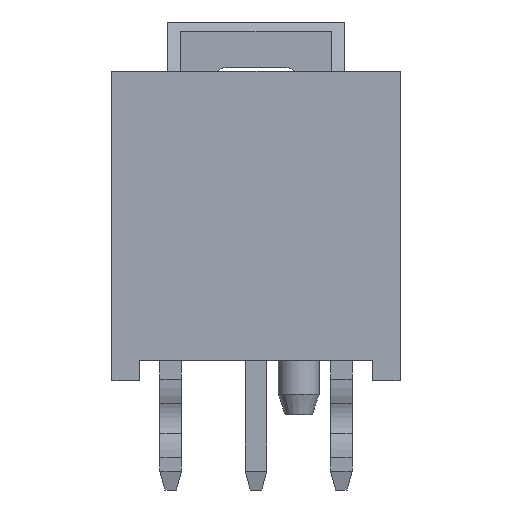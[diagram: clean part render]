
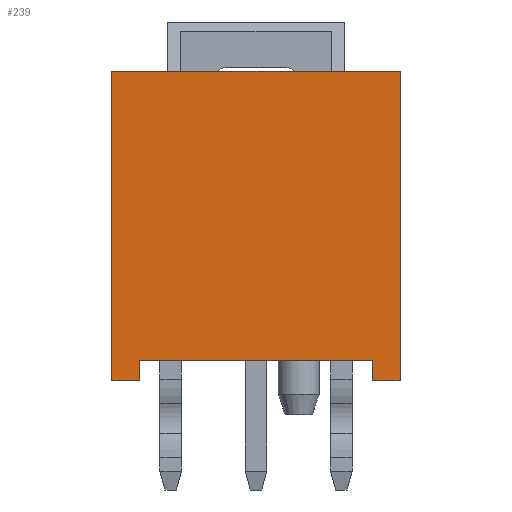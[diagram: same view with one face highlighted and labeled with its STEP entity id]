
A CAD part, front view. The second image highlights one B-rep face of the part: STEP entity #239.
In plain terms, the highlighted planar face has unit normal (0, -1, 0).
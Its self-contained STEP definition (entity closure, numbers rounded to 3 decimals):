
#239 = ADVANCED_FACE( '', ( #618 ), #619, .F. );
#618 = FACE_OUTER_BOUND( '', #1070, .T. );
#619 = PLANE( '', #1071 );
#1070 = EDGE_LOOP( '', ( #2408, #2409, #2410, #2411, #2412, #2413, #2414, #2415 ) );
#1071 = AXIS2_PLACEMENT_3D( '', #2416, #2417, #2418 );
#2408 = ORIENTED_EDGE( '', *, *, #3301, .T. );
#2409 = ORIENTED_EDGE( '', *, *, #3448, .F. );
#2410 = ORIENTED_EDGE( '', *, *, #3449, .F. );
#2411 = ORIENTED_EDGE( '', *, *, #3132, .F. );
#2412 = ORIENTED_EDGE( '', *, *, #3329, .T. );
#2413 = ORIENTED_EDGE( '', *, *, #3450, .F. );
#2414 = ORIENTED_EDGE( '', *, *, #3451, .F. );
#2415 = ORIENTED_EDGE( '', *, *, #3046, .F. );
#2416 = CARTESIAN_POINT( '', ( 0., -2.99, 0. ) );
#2417 = DIRECTION( '', ( 0., 1., 0. ) );
#2418 = DIRECTION( '', ( 1., 0., 0. ) );
#3046 = EDGE_CURVE( '', #3669, #3671, #3672, .T. );
#3132 = EDGE_CURVE( '', #3829, #3831, #3832, .T. );
#3301 = EDGE_CURVE( '', #3669, #4116, #4118, .T. );
#3329 = EDGE_CURVE( '', #3829, #4161, #4163, .T. );
#3448 = EDGE_CURVE( '', #4330, #4116, #4331, .T. );
#3449 = EDGE_CURVE( '', #3831, #4330, #4332, .T. );
#3450 = EDGE_CURVE( '', #4333, #4161, #4334, .T. );
#3451 = EDGE_CURVE( '', #3671, #4333, #4335, .T. );
#3669 = VERTEX_POINT( '', #4651 );
#3671 = VERTEX_POINT( '', #4654 );
#3672 = LINE( '', #4655, #4656 );
#3829 = VERTEX_POINT( '', #4890 );
#3831 = VERTEX_POINT( '', #4893 );
#3832 = LINE( '', #4894, #4895 );
#4116 = VERTEX_POINT( '', #5323 );
#4118 = LINE( '', #5326, #5327 );
#4161 = VERTEX_POINT( '', #5391 );
#4163 = LINE( '', #5394, #5395 );
#4330 = VERTEX_POINT( '', #5663 );
#4331 = LINE( '', #5664, #5665 );
#4332 = LINE( '', #5666, #5667 );
#4333 = VERTEX_POINT( '', #5668 );
#4334 = LINE( '', #5669, #5670 );
#4335 = LINE( '', #5671, #5672 );
#4651 = CARTESIAN_POINT( '', ( 3.42, -2.99, -4.23 ) );
#4654 = CARTESIAN_POINT( '', ( -3.42, -2.99, -4.23 ) );
#4655 = CARTESIAN_POINT( '', ( 3.42, -2.99, -4.23 ) );
#4656 = VECTOR( '', #5914, 1000. );
#4890 = CARTESIAN_POINT( '', ( -4.22, -2.99, 4.23 ) );
#4893 = CARTESIAN_POINT( '', ( 4.22, -2.99, 4.23 ) );
#4894 = CARTESIAN_POINT( '', ( -4.22, -2.99, 4.23 ) );
#4895 = VECTOR( '', #6014, 1000. );
#5323 = CARTESIAN_POINT( '', ( 3.42, -2.99, -4.83 ) );
#5326 = CARTESIAN_POINT( '', ( 3.42, -2.99, -4.23 ) );
#5327 = VECTOR( '', #6229, 1000. );
#5391 = CARTESIAN_POINT( '', ( -4.22, -2.99, -4.83 ) );
#5394 = CARTESIAN_POINT( '', ( -4.22, -2.99, 4.23 ) );
#5395 = VECTOR( '', #6267, 1000. );
#5663 = CARTESIAN_POINT( '', ( 4.22, -2.99, -4.83 ) );
#5664 = CARTESIAN_POINT( '', ( 4.22, -2.99, -4.83 ) );
#5665 = VECTOR( '', #6420, 1000. );
#5666 = CARTESIAN_POINT( '', ( 4.22, -2.99, 4.23 ) );
#5667 = VECTOR( '', #6421, 1000. );
#5668 = CARTESIAN_POINT( '', ( -3.42, -2.99, -4.83 ) );
#5669 = CARTESIAN_POINT( '', ( -3.42, -2.99, -4.83 ) );
#5670 = VECTOR( '', #6422, 1000. );
#5671 = CARTESIAN_POINT( '', ( -3.42, -2.99, -4.23 ) );
#5672 = VECTOR( '', #6423, 1000. );
#5914 = DIRECTION( '', ( -1., 0., 0. ) );
#6014 = DIRECTION( '', ( 1., 0., 0. ) );
#6229 = DIRECTION( '', ( 0., 0., -1. ) );
#6267 = DIRECTION( '', ( 0., 0., -1. ) );
#6420 = DIRECTION( '', ( -1., 0., 0. ) );
#6421 = DIRECTION( '', ( 0., 0., -1. ) );
#6422 = DIRECTION( '', ( -1., 0., 0. ) );
#6423 = DIRECTION( '', ( 0., 0., -1. ) );
